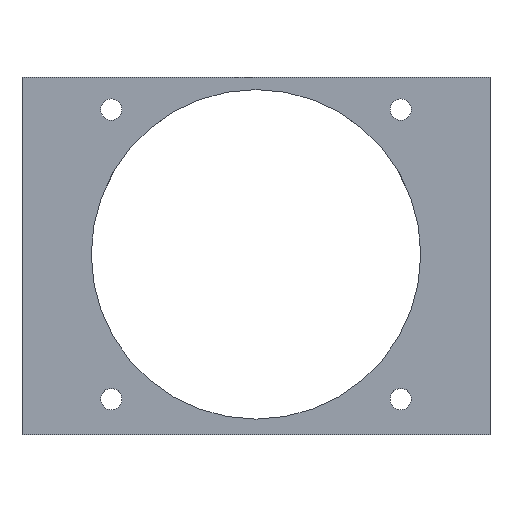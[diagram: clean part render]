
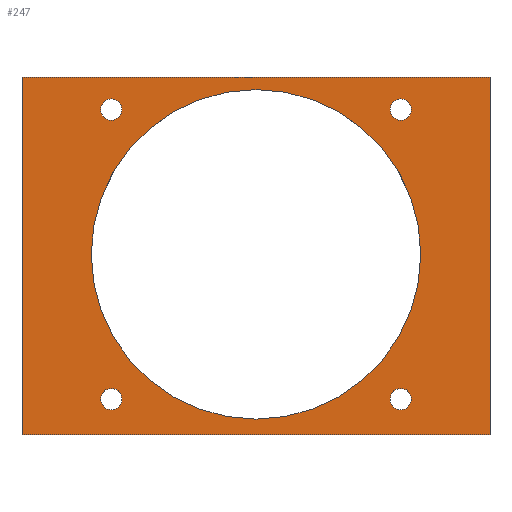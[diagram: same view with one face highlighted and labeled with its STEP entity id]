
A CAD part, top view. The second image highlights one B-rep face of the part: STEP entity #247.
In plain terms, the highlighted planar face has unit normal (0, 0, 1).
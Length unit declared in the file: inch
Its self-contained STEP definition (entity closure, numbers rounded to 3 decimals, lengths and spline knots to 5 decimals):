
#5 = VERTEX_POINT ( 'NONE', #209 ) ;
#16 = DIRECTION ( 'NONE',  ( 1., 0., 0. ) ) ;
#18 = VERTEX_POINT ( 'NONE', #441 ) ;
#20 = ORIENTED_EDGE ( 'NONE', *, *, #210, .F. ) ;
#22 = CARTESIAN_POINT ( 'NONE',  ( -0.94016, 0.94016, 0.05512 ) ) ;
#26 = AXIS2_PLACEMENT_3D ( 'NONE', #391, #77, #122 ) ;
#29 = DIRECTION ( 'NONE',  ( 0., 0., 1. ) ) ;
#31 = EDGE_CURVE ( 'NONE', #246, #455, #215, .T. ) ;
#43 = CARTESIAN_POINT ( 'NONE',  ( -1.51969, 1.15079, 0.05512 ) ) ;
#44 = CIRCLE ( 'NONE', #200, 0.0689 ) ;
#48 = DIRECTION ( 'NONE',  ( 0., 1., 0. ) ) ;
#59 = AXIS2_PLACEMENT_3D ( 'NONE', #512, #146, #16 ) ;
#64 = EDGE_LOOP ( 'NONE', ( #513, #376 ) ) ;
#71 = AXIS2_PLACEMENT_3D ( 'NONE', #136, #273, #322 ) ;
#77 = DIRECTION ( 'NONE',  ( 0., 0., 1. ) ) ;
#88 = EDGE_CURVE ( 'NONE', #387, #5, #321, .T. ) ;
#90 = FACE_BOUND ( 'NONE', #152, .T. ) ;
#96 = PLANE ( 'NONE',  #168 ) ;
#97 = VECTOR ( 'NONE', #398, 39.37008 ) ;
#100 = VERTEX_POINT ( 'NONE', #214 ) ;
#110 = EDGE_CURVE ( 'NONE', #538, #427, #366, .T. ) ;
#114 = EDGE_LOOP ( 'NONE', ( #476, #223, #239, #20 ) ) ;
#122 = DIRECTION ( 'NONE',  ( 1., 0., 0. ) ) ;
#123 = CARTESIAN_POINT ( 'NONE',  ( 0.94016, 0.94016, 0.05512 ) ) ;
#127 = EDGE_CURVE ( 'NONE', #452, #192, #543, .T. ) ;
#136 = CARTESIAN_POINT ( 'NONE',  ( 0., 0., 0.05512 ) ) ;
#139 = FACE_BOUND ( 'NONE', #416, .T. ) ;
#143 = CIRCLE ( 'NONE', #471, 1.06988 ) ;
#146 = DIRECTION ( 'NONE',  ( 0., 0., 1. ) ) ;
#152 = EDGE_LOOP ( 'NONE', ( #562, #459 ) ) ;
#163 = VECTOR ( 'NONE', #178, 39.37008 ) ;
#164 = CARTESIAN_POINT ( 'NONE',  ( 0.87126, -0.94016, 0.05512 ) ) ;
#165 = EDGE_LOOP ( 'NONE', ( #380, #176 ) ) ;
#168 = AXIS2_PLACEMENT_3D ( 'NONE', #326, #503, #323 ) ;
#176 = ORIENTED_EDGE ( 'NONE', *, *, #534, .F. ) ;
#178 = DIRECTION ( 'NONE',  ( 1., 0., 0. ) ) ;
#179 = EDGE_LOOP ( 'NONE', ( #226, #496 ) ) ;
#187 = LINE ( 'NONE', #271, #548 ) ;
#192 = VERTEX_POINT ( 'NONE', #315 ) ;
#200 = AXIS2_PLACEMENT_3D ( 'NONE', #389, #29, #300 ) ;
#209 = CARTESIAN_POINT ( 'NONE',  ( 1.00906, -0.94016, 0.05512 ) ) ;
#210 = EDGE_CURVE ( 'NONE', #452, #538, #187, .T. ) ;
#214 = CARTESIAN_POINT ( 'NONE',  ( -1.06988, 0., 0.05512 ) ) ;
#215 = CIRCLE ( 'NONE', #449, 0.0689 ) ;
#223 = ORIENTED_EDGE ( 'NONE', *, *, #411, .T. ) ;
#226 = ORIENTED_EDGE ( 'NONE', *, *, #573, .F. ) ;
#237 = EDGE_CURVE ( 'NONE', #298, #100, #143, .T. ) ;
#239 = ORIENTED_EDGE ( 'NONE', *, *, #110, .F. ) ;
#242 = VECTOR ( 'NONE', #444, 39.37008 ) ;
#244 = CIRCLE ( 'NONE', #569, 0.0689 ) ;
#245 = CARTESIAN_POINT ( 'NONE',  ( 1.06988, 0., 0.05512 ) ) ;
#246 = VERTEX_POINT ( 'NONE', #319 ) ;
#247 = ADVANCED_FACE ( 'NONE', ( #90, #368, #274, #409, #139, #546 ), #96, .T. ) ;
#257 = CARTESIAN_POINT ( 'NONE',  ( 1.51969, 0., 0.05512 ) ) ;
#258 = CARTESIAN_POINT ( 'NONE',  ( 0.94016, -0.94016, 0.05512 ) ) ;
#268 = CARTESIAN_POINT ( 'NONE',  ( -1.00906, 0.94016, 0.05512 ) ) ;
#271 = CARTESIAN_POINT ( 'NONE',  ( -1.51969, 0., 0.05512 ) ) ;
#273 = DIRECTION ( 'NONE',  ( 0., 0., 1. ) ) ;
#274 = FACE_BOUND ( 'NONE', #165, .T. ) ;
#277 = CARTESIAN_POINT ( 'NONE',  ( 0., 0., 0.05512 ) ) ;
#278 = ORIENTED_EDGE ( 'NONE', *, *, #524, .F. ) ;
#280 = DIRECTION ( 'NONE',  ( 1., 0., 0. ) ) ;
#290 = CARTESIAN_POINT ( 'NONE',  ( -0.87126, -0.94016, 0.05512 ) ) ;
#295 = VERTEX_POINT ( 'NONE', #290 ) ;
#298 = VERTEX_POINT ( 'NONE', #245 ) ;
#300 = DIRECTION ( 'NONE',  ( 1., 0., 0. ) ) ;
#301 = EDGE_CURVE ( 'NONE', #516, #18, #375, .T. ) ;
#303 = LINE ( 'NONE', #257, #97 ) ;
#312 = CARTESIAN_POINT ( 'NONE',  ( 0., -1.17205, 0.05512 ) ) ;
#315 = CARTESIAN_POINT ( 'NONE',  ( 1.51969, -1.17205, 0.05512 ) ) ;
#317 = EDGE_CURVE ( 'NONE', #18, #516, #489, .T. ) ;
#319 = CARTESIAN_POINT ( 'NONE',  ( 1.00906, 0.94016, 0.05512 ) ) ;
#321 = CIRCLE ( 'NONE', #491, 0.0689 ) ;
#322 = DIRECTION ( 'NONE',  ( 1., 0., 0. ) ) ;
#323 = DIRECTION ( 'NONE',  ( 1., 0., 0. ) ) ;
#326 = CARTESIAN_POINT ( 'NONE',  ( 0., 0., 0.05512 ) ) ;
#327 = CIRCLE ( 'NONE', #71, 1.06988 ) ;
#332 = DIRECTION ( 'NONE',  ( 0., 0., 1. ) ) ;
#338 = CIRCLE ( 'NONE', #394, 0.0689 ) ;
#356 = ORIENTED_EDGE ( 'NONE', *, *, #237, .F. ) ;
#366 = LINE ( 'NONE', #488, #242 ) ;
#368 = FACE_BOUND ( 'NONE', #179, .T. ) ;
#375 = CIRCLE ( 'NONE', #521, 0.0689 ) ;
#376 = ORIENTED_EDGE ( 'NONE', *, *, #487, .F. ) ;
#379 = DIRECTION ( 'NONE',  ( 1., 0., 0. ) ) ;
#380 = ORIENTED_EDGE ( 'NONE', *, *, #446, .F. ) ;
#386 = CARTESIAN_POINT ( 'NONE',  ( -1.51969, -1.17205, 0.05512 ) ) ;
#387 = VERTEX_POINT ( 'NONE', #164 ) ;
#389 = CARTESIAN_POINT ( 'NONE',  ( -0.94016, -0.94016, 0.05512 ) ) ;
#391 = CARTESIAN_POINT ( 'NONE',  ( 0.94016, -0.94016, 0.05512 ) ) ;
#394 = AXIS2_PLACEMENT_3D ( 'NONE', #502, #499, #280 ) ;
#395 = CARTESIAN_POINT ( 'NONE',  ( -1.00906, -0.94016, 0.05512 ) ) ;
#398 = DIRECTION ( 'NONE',  ( 0., 1., 0. ) ) ;
#402 = CIRCLE ( 'NONE', #26, 0.0689 ) ;
#406 = DIRECTION ( 'NONE',  ( 0., 0., 1. ) ) ;
#408 = DIRECTION ( 'NONE',  ( 1., 0., 0. ) ) ;
#409 = FACE_BOUND ( 'NONE', #64, .T. ) ;
#411 = EDGE_CURVE ( 'NONE', #192, #427, #303, .T. ) ;
#412 = DIRECTION ( 'NONE',  ( 0., 0., 1. ) ) ;
#416 = EDGE_LOOP ( 'NONE', ( #278, #356 ) ) ;
#427 = VERTEX_POINT ( 'NONE', #529 ) ;
#434 = DIRECTION ( 'NONE',  ( 1., 0., 0. ) ) ;
#441 = CARTESIAN_POINT ( 'NONE',  ( -0.87126, 0.94016, 0.05512 ) ) ;
#444 = DIRECTION ( 'NONE',  ( 1., 0., 0. ) ) ;
#446 = EDGE_CURVE ( 'NONE', #501, #295, #44, .T. ) ;
#449 = AXIS2_PLACEMENT_3D ( 'NONE', #123, #535, #530 ) ;
#452 = VERTEX_POINT ( 'NONE', #386 ) ;
#455 = VERTEX_POINT ( 'NONE', #522 ) ;
#459 = ORIENTED_EDGE ( 'NONE', *, *, #317, .F. ) ;
#471 = AXIS2_PLACEMENT_3D ( 'NONE', #277, #406, #541 ) ;
#476 = ORIENTED_EDGE ( 'NONE', *, *, #127, .T. ) ;
#487 = EDGE_CURVE ( 'NONE', #5, #387, #402, .T. ) ;
#488 = CARTESIAN_POINT ( 'NONE',  ( 0., 1.15079, 0.05512 ) ) ;
#489 = CIRCLE ( 'NONE', #59, 0.0689 ) ;
#491 = AXIS2_PLACEMENT_3D ( 'NONE', #258, #572, #434 ) ;
#496 = ORIENTED_EDGE ( 'NONE', *, *, #31, .F. ) ;
#499 = DIRECTION ( 'NONE',  ( 0., 0., 1. ) ) ;
#501 = VERTEX_POINT ( 'NONE', #395 ) ;
#502 = CARTESIAN_POINT ( 'NONE',  ( 0.94016, 0.94016, 0.05512 ) ) ;
#503 = DIRECTION ( 'NONE',  ( 0., 0., 1. ) ) ;
#512 = CARTESIAN_POINT ( 'NONE',  ( -0.94016, 0.94016, 0.05512 ) ) ;
#513 = ORIENTED_EDGE ( 'NONE', *, *, #88, .F. ) ;
#516 = VERTEX_POINT ( 'NONE', #268 ) ;
#521 = AXIS2_PLACEMENT_3D ( 'NONE', #22, #332, #379 ) ;
#522 = CARTESIAN_POINT ( 'NONE',  ( 0.87126, 0.94016, 0.05512 ) ) ;
#524 = EDGE_CURVE ( 'NONE', #100, #298, #327, .T. ) ;
#529 = CARTESIAN_POINT ( 'NONE',  ( 1.51969, 1.15079, 0.05512 ) ) ;
#530 = DIRECTION ( 'NONE',  ( 1., 0., 0. ) ) ;
#534 = EDGE_CURVE ( 'NONE', #295, #501, #244, .T. ) ;
#535 = DIRECTION ( 'NONE',  ( 0., 0., 1. ) ) ;
#538 = VERTEX_POINT ( 'NONE', #43 ) ;
#541 = DIRECTION ( 'NONE',  ( 1., 0., 0. ) ) ;
#543 = LINE ( 'NONE', #312, #163 ) ;
#546 = FACE_OUTER_BOUND ( 'NONE', #114, .T. ) ;
#548 = VECTOR ( 'NONE', #48, 39.37008 ) ;
#562 = ORIENTED_EDGE ( 'NONE', *, *, #301, .F. ) ;
#569 = AXIS2_PLACEMENT_3D ( 'NONE', #579, #412, #408 ) ;
#572 = DIRECTION ( 'NONE',  ( 0., 0., 1. ) ) ;
#573 = EDGE_CURVE ( 'NONE', #455, #246, #338, .T. ) ;
#579 = CARTESIAN_POINT ( 'NONE',  ( -0.94016, -0.94016, 0.05512 ) ) ;
